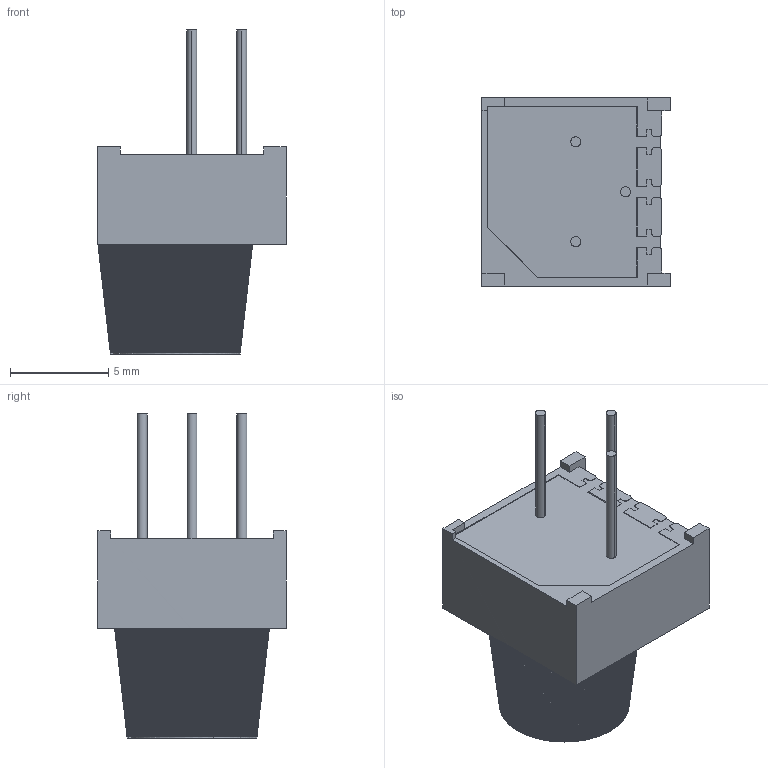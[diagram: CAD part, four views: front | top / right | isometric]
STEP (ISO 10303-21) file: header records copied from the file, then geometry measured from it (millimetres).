
FILE_DESCRIPTION((''),'2;1');
FILE_NAME('33756-68000_2','2013-08-05T',('maxm'),('Bourns, Inc.'),'PRO/ENGINEER BY PARAMETRIC TECHNOLOGY CORPORATION, 2012230','PRO/ENGINEER BY PARAMETRIC TECHNOLOGY CORPORATION, 2012230','');
FILE_SCHEMA(('CONFIG_CONTROL_DESIGN'));
Length unit declared in the file: inch
Products named in the file (1): 33756-68000_2
Bounding box: 9.58 x 9.58 x 16.48 mm (x, y, z)
Volume: 591.8 mm3; surface area: 2038.8 mm2
Topology: 1 solids, 2 shells, 1634 faces, 4120 edges, 2499 vertices
Faces by surface type: plane 1584, cylinder 38, cone 8, torus 4
Entity records: 47833 total; most frequent: CARTESIAN_POINT 9361, ORIENTED_EDGE 8240, DIRECTION 7495, EDGE_CURVE 4120, VECTOR 3285, LINE 3285, VERTEX_POINT 2499, AXIS2_PLACEMENT_3D 2105
